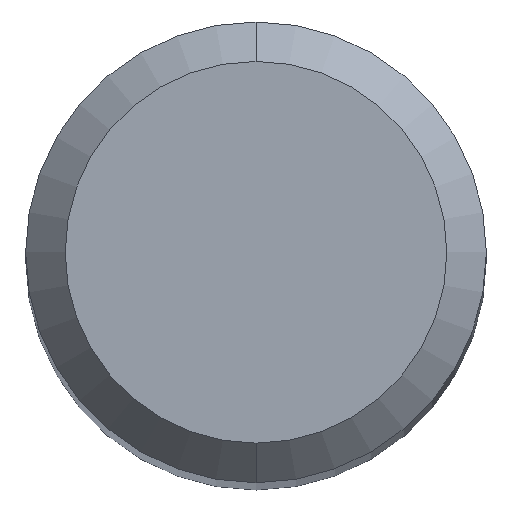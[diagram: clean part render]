
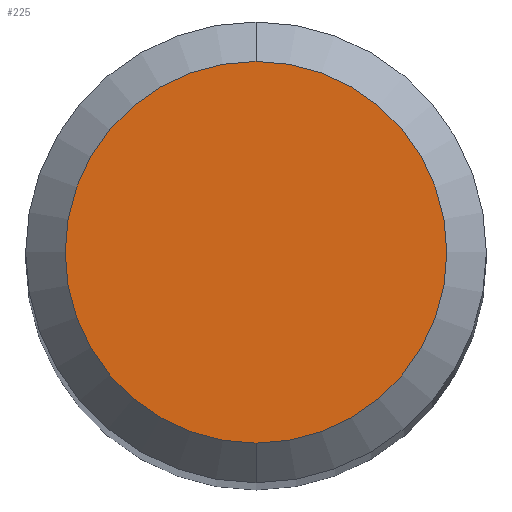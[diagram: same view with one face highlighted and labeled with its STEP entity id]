
A CAD part, top view. The second image highlights one B-rep face of the part: STEP entity #225.
In plain terms, the highlighted planar face has unit normal (0, 0, 1).
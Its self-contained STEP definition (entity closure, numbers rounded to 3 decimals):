
#139=EDGE_CURVE('',#287,#281,#370,.T.);
#225=ADVANCED_FACE('',(#462),#463,.T.);
#261=EDGE_CURVE('',#281,#287,#504,.T.);
#281=VERTEX_POINT('',#526);
#287=VERTEX_POINT('',#532);
#370=CIRCLE('',#622,1.45);
#462=FACE_OUTER_BOUND('',#742,.T.);
#463=PLANE('',#743);
#504=CIRCLE('',#796,1.45);
#526=CARTESIAN_POINT('',(0.,-1.45,0.0));
#532=CARTESIAN_POINT('',(0.0,1.45,0.0));
#622=AXIS2_PLACEMENT_3D('',#931,#932,#933);
#742=EDGE_LOOP('',(#1021,#1022));
#743=AXIS2_PLACEMENT_3D('',#1023,#1024,#1025);
#796=AXIS2_PLACEMENT_3D('',#1083,#1084,#1085);
#931=CARTESIAN_POINT('',(0.0,0.0,0.0));
#932=DIRECTION('',(0.0,0.0,-1.0));
#933=DIRECTION('',(0.0,1.0,0.0));
#1021=ORIENTED_EDGE('',*,*,#139,.F.);
#1022=ORIENTED_EDGE('',*,*,#261,.F.);
#1023=CARTESIAN_POINT('',(0.0,0.725,0.0));
#1024=DIRECTION('',(-0.0,0.0,1.0));
#1025=DIRECTION('',(0.0,-1.0,0.0));
#1083=CARTESIAN_POINT('',(0.0,0.0,0.0));
#1084=DIRECTION('',(0.0,0.0,-1.0));
#1085=DIRECTION('',(0.0,1.0,0.0));
